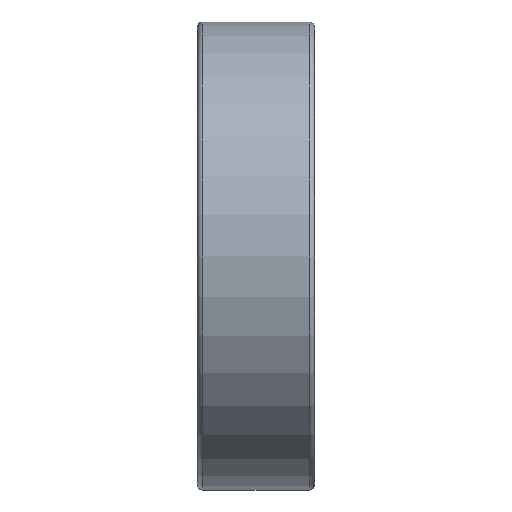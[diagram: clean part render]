
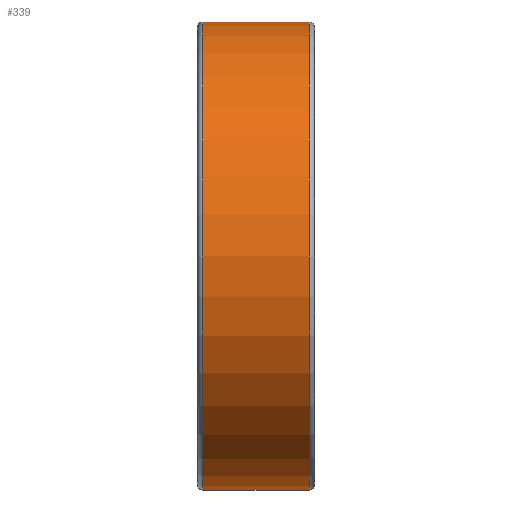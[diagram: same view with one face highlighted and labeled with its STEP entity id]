
A CAD part, front view. The second image highlights one B-rep face of the part: STEP entity #339.
In plain terms, the highlighted cylindrical face has radius 14 mm (diameter 28 mm), a full revolution.
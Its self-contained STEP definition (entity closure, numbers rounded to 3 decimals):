
#339 = ADVANCED_FACE( '', ( #554, #555 ), #556, .T. );
#554 = FACE_OUTER_BOUND( '', #733, .T. );
#555 = FACE_OUTER_BOUND( '', #734, .T. );
#556 = CYLINDRICAL_SURFACE( '', #735, 14. );
#733 = EDGE_LOOP( '', ( #932 ) );
#734 = EDGE_LOOP( '', ( #933 ) );
#735 = AXIS2_PLACEMENT_3D( '', #934, #935, #936 );
#932 = ORIENTED_EDGE( '', *, *, #1125, .T. );
#933 = ORIENTED_EDGE( '', *, *, #1101, .F. );
#934 = CARTESIAN_POINT( '', ( 50., 0., 0. ) );
#935 = DIRECTION( '', ( -1., 0., 0. ) );
#936 = DIRECTION( '', ( 0., 0., -1. ) );
#1101 = EDGE_CURVE( '', #1197, #1197, #1198, .T. );
#1125 = EDGE_CURVE( '', #1233, #1233, #1234, .T. );
#1197 = VERTEX_POINT( '', #1318 );
#1198 = CIRCLE( '', #1319, 14. );
#1233 = VERTEX_POINT( '', #1354 );
#1234 = CIRCLE( '', #1355, 14. );
#1318 = CARTESIAN_POINT( '', ( 6.7, 0., -14. ) );
#1319 = AXIS2_PLACEMENT_3D( '', #1444, #1445, #1446 );
#1354 = CARTESIAN_POINT( '', ( 0.3, 0., -14. ) );
#1355 = AXIS2_PLACEMENT_3D( '', #1483, #1484, #1485 );
#1444 = CARTESIAN_POINT( '', ( 6.7, 0., 0. ) );
#1445 = DIRECTION( '', ( 1., 0., 0. ) );
#1446 = DIRECTION( '', ( 0., 0., -1. ) );
#1483 = CARTESIAN_POINT( '', ( 0.3, 0., 0. ) );
#1484 = DIRECTION( '', ( 1., 0., 0. ) );
#1485 = DIRECTION( '', ( 0., 0., -1. ) );
